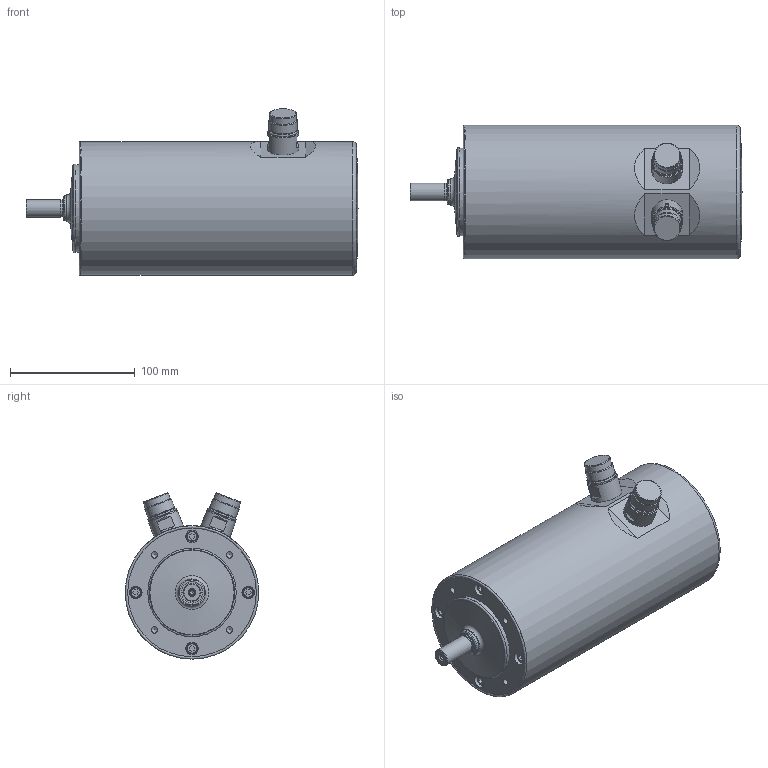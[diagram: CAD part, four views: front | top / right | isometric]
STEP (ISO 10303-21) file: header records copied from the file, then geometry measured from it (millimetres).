
FILE_DESCRIPTION(/* description */ (''),/* implementation_level */ '2;1');
FILE_NAME(/* name */ 'CM2H_KSYMotor-Welle-B14-36X_01_KSY368_SteckerGeber.stp',/* time_stamp */ '2023-07-28T10:20:01+02:00',/* author */ (''),/* organization */ (''),/* preprocessor_version */ 'ST-DEVELOPER v16',/* originating_system */ 'SIEMENS PLM Software NX 10.0',/* authorisation */ '');
FILE_SCHEMA (('AUTOMOTIVE_DESIGN { 1 0 10303 214 3 1 1 1 }'));
Length unit declared in the file: millimetre
Products named in the file (3): 014349_D; KSY364E_HD_R4_SEW_Rumpf; KSY364E_HD_R4_SEW
Assembly tree (3 placements, depth 2):
  KSY364E_HD_R4_SEW
    KSY364E_HD_R4_SEW_Rumpf
    014349_D  x2
Bounding box: 266 x 107 x 133.29 mm (x, y, z)
Volume: 2046439.5 mm3; surface area: 106012.6 mm2
Topology: 3 solids, 3 shells, 154 faces, 323 edges, 211 vertices
Faces by surface type: plane 80, cylinder 42, cone 17, torus 12, sphere 2, bspline 1
Full cylindrical faces by diameter (mm): 3.432 x1, 4.5 x1, 5.188 x4, 8.5 x4, 10 x4, 13.5 x1, 14 x1, 16 x1, 17 x1, 20 x2, 21 x2, 21.15 x4, 21.5 x2, 21.6 x1, 22.7 x2, 23 x4, 25 x2, 70 x1, 103 x1, 107 x1
Entity records: 3210 total; most frequent: DIRECTION 532, CARTESIAN_POINT 524, ORIENTED_EDGE 366, AXIS2_PLACEMENT_3D 221, EDGE_LOOP 214, EDGE_CURVE 183, FACE_BOUND 174, VERTEX_POINT 154
